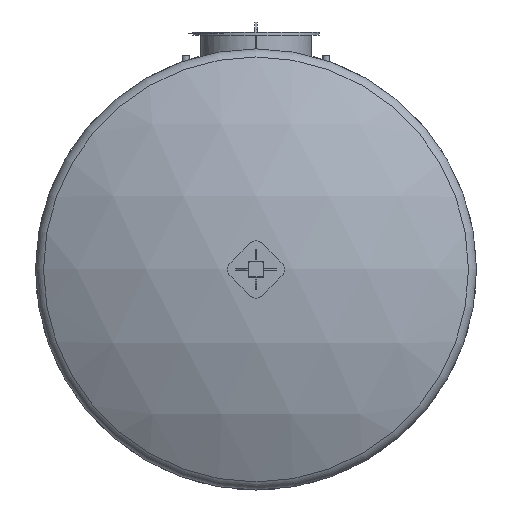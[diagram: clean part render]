
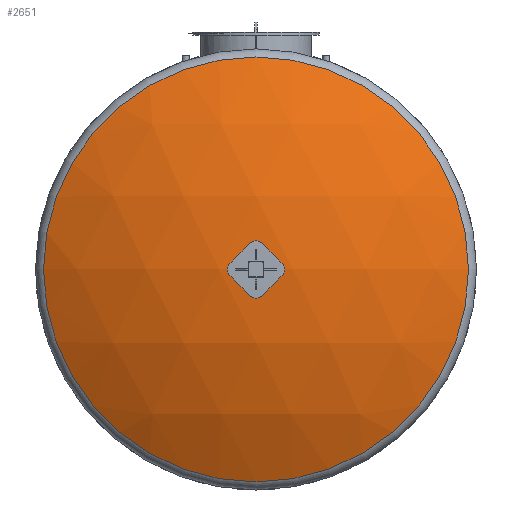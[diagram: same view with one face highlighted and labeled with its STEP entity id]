
A CAD part, left-side view. The second image highlights one B-rep face of the part: STEP entity #2651.
In plain terms, the highlighted spherical face has radius 2515 mm.
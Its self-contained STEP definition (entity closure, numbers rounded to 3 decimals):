
#25=SPHERICAL_SURFACE('',#2951,2515.);
#721=FACE_OUTER_BOUND('',#872,.T.);
#872=EDGE_LOOP('',(#2086));
#994=CIRCLE('',#2949,1208.955);
#1198=VERTEX_POINT('',#4600);
#1549=EDGE_CURVE('',#1198,#1198,#994,.T.);
#2086=ORIENTED_EDGE('',*,*,#1549,.T.);
#2651=ADVANCED_FACE('',(#721),#25,.T.);
#2949=AXIS2_PLACEMENT_3D('',#4601,#3518,#3519);
#2951=AXIS2_PLACEMENT_3D('',#4603,#3522,#3523);
#3518=DIRECTION('center_axis',(-1.,0.,0.));
#3519=DIRECTION('ref_axis',(0.,-1.,0.));
#3522=DIRECTION('center_axis',(0.,0.,1.));
#3523=DIRECTION('ref_axis',(0.,-1.,0.));
#4600=CARTESIAN_POINT('',(-110.251,0.,1208.955));
#4601=CARTESIAN_POINT('Origin',(-110.251,0.,0.));
#4603=CARTESIAN_POINT('Origin',(2095.118,0.,0.));
